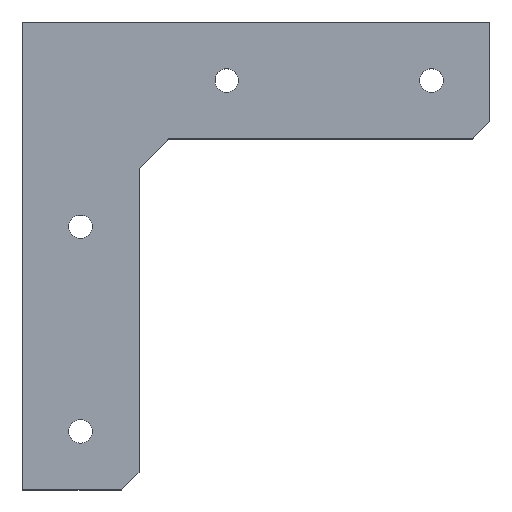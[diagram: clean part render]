
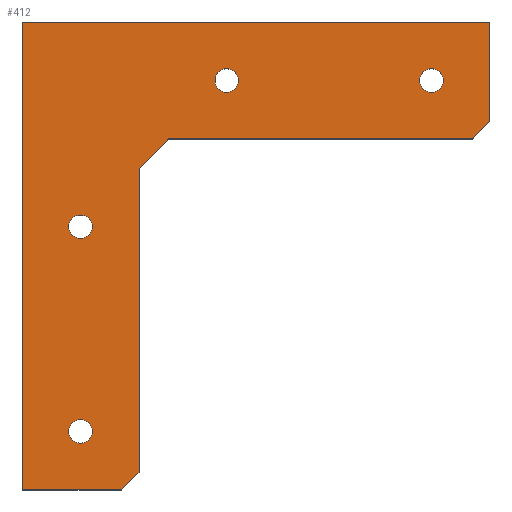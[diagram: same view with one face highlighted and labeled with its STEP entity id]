
A CAD part, top view. The second image highlights one B-rep face of the part: STEP entity #412.
In plain terms, the highlighted planar face has unit normal (0, 0, 1).
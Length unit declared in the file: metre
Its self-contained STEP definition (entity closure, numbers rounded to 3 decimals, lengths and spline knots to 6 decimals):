
#29=LINE('',#612,#74);
#34=LINE('',#622,#79);
#36=LINE('',#626,#81);
#40=LINE('',#633,#85);
#44=LINE('',#641,#89);
#46=LINE('',#645,#91);
#52=LINE('',#665,#97);
#53=LINE('',#670,#98);
#54=LINE('',#671,#99);
#74=VECTOR('',#496,1.);
#79=VECTOR('',#503,1.);
#81=VECTOR('',#507,1.);
#85=VECTOR('',#513,1.);
#89=VECTOR('',#519,1.);
#91=VECTOR('',#523,1.);
#97=VECTOR('',#543,1.);
#98=VECTOR('',#550,1.);
#99=VECTOR('',#551,1.);
#166=ORIENTED_EDGE('',*,*,#234,.T.);
#167=ORIENTED_EDGE('',*,*,#257,.T.);
#168=ORIENTED_EDGE('',*,*,#229,.T.);
#169=ORIENTED_EDGE('',*,*,#255,.F.);
#170=ORIENTED_EDGE('',*,*,#246,.F.);
#171=ORIENTED_EDGE('',*,*,#244,.T.);
#172=ORIENTED_EDGE('',*,*,#258,.T.);
#173=ORIENTED_EDGE('',*,*,#240,.T.);
#174=ORIENTED_EDGE('',*,*,#236,.T.);
#175=ORIENTED_EDGE('',*,*,#252,.T.);
#176=ORIENTED_EDGE('',*,*,#251,.T.);
#177=ORIENTED_EDGE('',*,*,#250,.T.);
#178=ORIENTED_EDGE('',*,*,#256,.T.);
#229=EDGE_CURVE('',#281,#282,#29,.T.);
#234=EDGE_CURVE('',#285,#284,#34,.T.);
#236=EDGE_CURVE('',#286,#285,#36,.T.);
#240=EDGE_CURVE('',#288,#286,#40,.T.);
#244=EDGE_CURVE('',#291,#290,#44,.T.);
#246=EDGE_CURVE('',#291,#292,#46,.T.);
#250=EDGE_CURVE('',#295,#295,#305,.T.);
#251=EDGE_CURVE('',#296,#296,#306,.T.);
#252=EDGE_CURVE('',#297,#297,#307,.T.);
#255=EDGE_CURVE('',#292,#282,#52,.T.);
#256=EDGE_CURVE('',#299,#299,#308,.T.);
#257=EDGE_CURVE('',#284,#281,#53,.F.);
#258=EDGE_CURVE('',#290,#288,#54,.F.);
#281=VERTEX_POINT('',#613);
#282=VERTEX_POINT('',#614);
#284=VERTEX_POINT('',#621);
#285=VERTEX_POINT('',#623);
#286=VERTEX_POINT('',#627);
#288=VERTEX_POINT('',#634);
#290=VERTEX_POINT('',#640);
#291=VERTEX_POINT('',#642);
#292=VERTEX_POINT('',#646);
#295=VERTEX_POINT('',#654);
#296=VERTEX_POINT('',#657);
#297=VERTEX_POINT('',#660);
#299=VERTEX_POINT('',#668);
#305=CIRCLE('',#448,0.002);
#306=CIRCLE('',#450,0.002);
#307=CIRCLE('',#452,0.002);
#308=CIRCLE('',#455,0.002);
#331=EDGE_LOOP('',(#166,#167,#168,#169,#170,#171,#172,#173,#174));
#332=EDGE_LOOP('',(#175));
#333=EDGE_LOOP('',(#176));
#334=EDGE_LOOP('',(#177));
#335=EDGE_LOOP('',(#178));
#366=FACE_BOUND('',#331,.T.);
#367=FACE_BOUND('',#332,.T.);
#368=FACE_BOUND('',#333,.T.);
#369=FACE_BOUND('',#334,.T.);
#370=FACE_BOUND('',#335,.T.);
#389=PLANE('',#456);
#412=ADVANCED_FACE('',(#366,#367,#368,#369,#370),#389,.F.);
#448=AXIS2_PLACEMENT_3D('',#653,#529,#530);
#450=AXIS2_PLACEMENT_3D('',#656,#533,#534);
#452=AXIS2_PLACEMENT_3D('',#659,#537,#538);
#455=AXIS2_PLACEMENT_3D('',#667,#546,#547);
#456=AXIS2_PLACEMENT_3D('',#669,#548,#549);
#496=DIRECTION('',(0.,1.,0.));
#503=DIRECTION('',(1.,0.,0.));
#507=DIRECTION('',(0.707,0.707,0.));
#513=DIRECTION('',(0.,1.,0.));
#519=DIRECTION('',(1.,0.,0.));
#523=DIRECTION('',(0.,1.,0.));
#529=DIRECTION('',(0.,0.,-1.));
#530=DIRECTION('',(-1.,0.,0.));
#533=DIRECTION('',(0.,0.,-1.));
#534=DIRECTION('',(-1.,0.,0.));
#537=DIRECTION('',(0.,0.,-1.));
#538=DIRECTION('',(-1.,0.,0.));
#543=DIRECTION('',(1.,0.,0.));
#546=DIRECTION('',(0.,0.,-1.));
#547=DIRECTION('',(-1.,0.,0.));
#548=DIRECTION('',(0.,0.,-1.));
#549=DIRECTION('',(1.,0.,0.));
#550=DIRECTION('',(-0.707,-0.707,0.));
#551=DIRECTION('',(-0.707,-0.707,0.));
#612=CARTESIAN_POINT('',(-0.29,0.38,-0.006));
#613=CARTESIAN_POINT('',(-0.29,0.373,-0.006));
#614=CARTESIAN_POINT('',(-0.29,0.39,-0.006));
#621=CARTESIAN_POINT('',(-0.293,0.37,-0.006));
#622=CARTESIAN_POINT('',(-0.3175,0.37,-0.006));
#623=CARTESIAN_POINT('',(-0.345,0.37,-0.006));
#626=CARTESIAN_POINT('',(-0.3475,0.3675,-0.006));
#627=CARTESIAN_POINT('',(-0.35,0.365,-0.006));
#633=CARTESIAN_POINT('',(-0.35,0.3375,-0.006));
#634=CARTESIAN_POINT('',(-0.35,0.313,-0.006));
#640=CARTESIAN_POINT('',(-0.353,0.31,-0.006));
#641=CARTESIAN_POINT('',(-0.36,0.31,-0.006));
#642=CARTESIAN_POINT('',(-0.37,0.31,-0.006));
#645=CARTESIAN_POINT('',(-0.37,0.325,-0.006));
#646=CARTESIAN_POINT('',(-0.37,0.39,-0.006));
#653=CARTESIAN_POINT('',(-0.36,0.355,-0.006));
#654=CARTESIAN_POINT('',(-0.362,0.355,-0.006));
#656=CARTESIAN_POINT('',(-0.3,0.38,-0.006));
#657=CARTESIAN_POINT('',(-0.302,0.38,-0.006));
#659=CARTESIAN_POINT('',(-0.36,0.32,-0.006));
#660=CARTESIAN_POINT('',(-0.362,0.32,-0.006));
#665=CARTESIAN_POINT('',(-0.305,0.39,-0.006));
#667=CARTESIAN_POINT('',(-0.335,0.38,-0.006));
#668=CARTESIAN_POINT('',(-0.337,0.38,-0.006));
#669=CARTESIAN_POINT('',(-0.305,0.325,-0.006));
#670=CARTESIAN_POINT('',(-0.293,0.37,-0.006));
#671=CARTESIAN_POINT('',(-0.353,0.31,-0.006));
